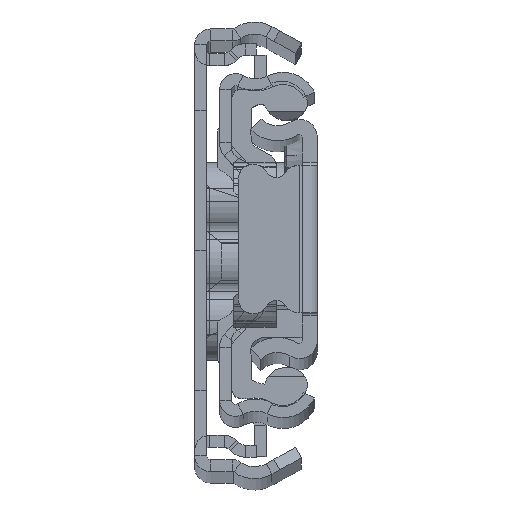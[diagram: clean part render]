
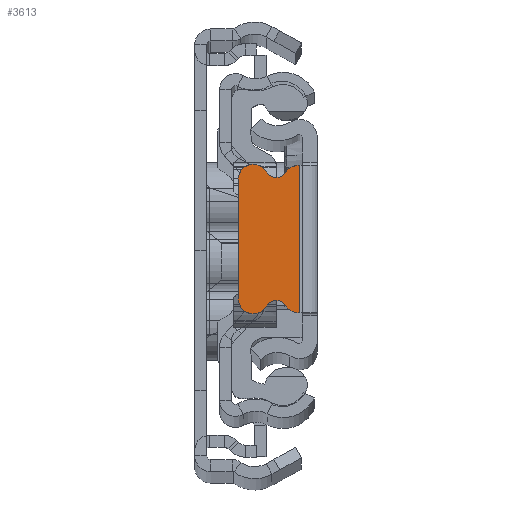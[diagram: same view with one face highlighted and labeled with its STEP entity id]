
A CAD part, top view. The second image highlights one B-rep face of the part: STEP entity #3613.
In plain terms, the highlighted planar face has unit normal (0, 0, 1).
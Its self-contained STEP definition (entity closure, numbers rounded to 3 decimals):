
#37 = ORIENTED_EDGE ( 'NONE', *, *, #2120, .T. ) ;
#682 = CARTESIAN_POINT ( 'NONE',  ( -1.929, 5.87, 0. ) ) ;
#871 = VECTOR ( 'NONE', #11688, 1000. ) ;
#960 = CIRCLE ( 'NONE', #22603, 1.1 ) ;
#1194 = LINE ( 'NONE', #9322, #20881 ) ;
#1273 = DIRECTION ( 'NONE',  ( 0., 0., -1. ) ) ;
#1597 = CARTESIAN_POINT ( 'NONE',  ( -5.109, -6.713, 0. ) ) ;
#2120 = EDGE_CURVE ( 'NONE', #12563, #18896, #3448, .T. ) ;
#2349 = EDGE_CURVE ( 'NONE', #16572, #3256, #960, .T. ) ;
#2381 = ORIENTED_EDGE ( 'NONE', *, *, #17052, .F. ) ;
#3256 = VERTEX_POINT ( 'NONE', #3857 ) ;
#3448 = CIRCLE ( 'NONE', #10221, 1.1 ) ;
#3613 = ADVANCED_FACE ( 'NONE', ( #15905 ), #18025, .T. ) ;
#3620 = EDGE_CURVE ( 'NONE', #5543, #19311, #13536, .T. ) ;
#3674 = CARTESIAN_POINT ( 'NONE',  ( -1.929, -5.87, 0. ) ) ;
#3746 = AXIS2_PLACEMENT_3D ( 'NONE', #23437, #24807, #24922 ) ;
#3826 = DIRECTION ( 'NONE',  ( 1., 0., 0. ) ) ;
#3857 = CARTESIAN_POINT ( 'NONE',  ( -5.109, 6.713, 0. ) ) ;
#4037 = VERTEX_POINT ( 'NONE', #16643 ) ;
#4475 = DIRECTION ( 'NONE',  ( 0., 0., -1. ) ) ;
#4799 = CIRCLE ( 'NONE', #25094, 1.5 ) ;
#4846 = ORIENTED_EDGE ( 'NONE', *, *, #17138, .F. ) ;
#5087 = EDGE_CURVE ( 'NONE', #18896, #19311, #16435, .T. ) ;
#5435 = DIRECTION ( 'NONE',  ( 0., 0., 1. ) ) ;
#5543 = VERTEX_POINT ( 'NONE', #22100 ) ;
#5801 = DIRECTION ( 'NONE',  ( 0., 0., 1. ) ) ;
#6304 = CARTESIAN_POINT ( 'NONE',  ( -1.929, 7.37, 0. ) ) ;
#6360 = CARTESIAN_POINT ( 'NONE',  ( -7.929, 6., 0. ) ) ;
#6571 = CARTESIAN_POINT ( 'NONE',  ( -3.206, -6.658, 0. ) ) ;
#7247 = AXIS2_PLACEMENT_3D ( 'NONE', #9689, #5435, #3826 ) ;
#7584 = VECTOR ( 'NONE', #16716, 1000. ) ;
#7630 = EDGE_CURVE ( 'NONE', #3256, #17139, #14814, .T. ) ;
#8431 = ORIENTED_EDGE ( 'NONE', *, *, #2349, .T. ) ;
#8867 = CARTESIAN_POINT ( 'NONE',  ( -4.142, -7.236, 0. ) ) ;
#9322 = CARTESIAN_POINT ( 'NONE',  ( -7.929, -6., 0. ) ) ;
#9689 = CARTESIAN_POINT ( 'NONE',  ( 644.071, 0., 0. ) ) ;
#10221 = AXIS2_PLACEMENT_3D ( 'NONE', #8867, #4475, #20966 ) ;
#10806 = VERTEX_POINT ( 'NONE', #6304 ) ;
#11383 = CARTESIAN_POINT ( 'NONE',  ( -4.142, 7.236, 0. ) ) ;
#11688 = DIRECTION ( 'NONE',  ( -1., 0., 0. ) ) ;
#12247 = VECTOR ( 'NONE', #20542, 1000. ) ;
#12401 = EDGE_CURVE ( 'NONE', #10806, #16572, #4799, .T. ) ;
#12442 = CARTESIAN_POINT ( 'NONE',  ( -1.75, 0., 0. ) ) ;
#12541 = EDGE_CURVE ( 'NONE', #17139, #15436, #1194, .T. ) ;
#12563 = VERTEX_POINT ( 'NONE', #1597 ) ;
#13384 = DIRECTION ( 'NONE',  ( 0., 0., 1. ) ) ;
#13536 = LINE ( 'NONE', #17775, #871 ) ;
#13930 = CIRCLE ( 'NONE', #3746, 1.5 ) ;
#14223 = CARTESIAN_POINT ( 'NONE',  ( -3.206, 6.658, 0. ) ) ;
#14309 = CARTESIAN_POINT ( 'NONE',  ( -7.929, -6., 0. ) ) ;
#14814 = CIRCLE ( 'NONE', #19909, 1.5 ) ;
#15196 = AXIS2_PLACEMENT_3D ( 'NONE', #3674, #5801, #19878 ) ;
#15331 = ORIENTED_EDGE ( 'NONE', *, *, #3620, .F. ) ;
#15436 = VERTEX_POINT ( 'NONE', #14309 ) ;
#15905 = FACE_OUTER_BOUND ( 'NONE', #21319, .T. ) ;
#16435 = CIRCLE ( 'NONE', #15196, 1.5 ) ;
#16572 = VERTEX_POINT ( 'NONE', #14223 ) ;
#16643 = CARTESIAN_POINT ( 'NONE',  ( -1.75, 7.37, 0. ) ) ;
#16716 = DIRECTION ( 'NONE',  ( 1., 0., 0. ) ) ;
#16760 = DIRECTION ( 'NONE',  ( 0., 0., 1. ) ) ;
#16817 = LINE ( 'NONE', #12442, #12247 ) ;
#16886 = CARTESIAN_POINT ( 'NONE',  ( -1.929, -7.37, 0. ) ) ;
#17052 = EDGE_CURVE ( 'NONE', #4037, #5543, #16817, .T. ) ;
#17072 = EDGE_CURVE ( 'NONE', #15436, #12563, #13930, .T. ) ;
#17104 = CARTESIAN_POINT ( 'NONE',  ( -6.429, 6., 0. ) ) ;
#17138 = EDGE_CURVE ( 'NONE', #10806, #4037, #20845, .T. ) ;
#17139 = VERTEX_POINT ( 'NONE', #6360 ) ;
#17408 = DIRECTION ( 'NONE',  ( 0., -1., 0. ) ) ;
#17485 = DIRECTION ( 'NONE',  ( 1., 0., 0. ) ) ;
#17775 = CARTESIAN_POINT ( 'NONE',  ( -1.929, -7.37, 0. ) ) ;
#17916 = ORIENTED_EDGE ( 'NONE', *, *, #17072, .T. ) ;
#18025 = PLANE ( 'NONE',  #7247 ) ;
#18029 = ORIENTED_EDGE ( 'NONE', *, *, #12541, .T. ) ;
#18846 = CARTESIAN_POINT ( 'NONE',  ( -1.929, 7.37, 0. ) ) ;
#18896 = VERTEX_POINT ( 'NONE', #6571 ) ;
#19311 = VERTEX_POINT ( 'NONE', #16886 ) ;
#19555 = ORIENTED_EDGE ( 'NONE', *, *, #12401, .T. ) ;
#19878 = DIRECTION ( 'NONE',  ( 1., 0., 0. ) ) ;
#19909 = AXIS2_PLACEMENT_3D ( 'NONE', #17104, #13384, #23626 ) ;
#20542 = DIRECTION ( 'NONE',  ( 0., -1., 0. ) ) ;
#20845 = LINE ( 'NONE', #18846, #7584 ) ;
#20881 = VECTOR ( 'NONE', #17408, 1000. ) ;
#20966 = DIRECTION ( 'NONE',  ( -1., 0., 0. ) ) ;
#21319 = EDGE_LOOP ( 'NONE', ( #2381, #4846, #19555, #8431, #23568, #18029, #17916, #37, #24953, #15331 ) ) ;
#22100 = CARTESIAN_POINT ( 'NONE',  ( -1.75, -7.37, 0. ) ) ;
#22603 = AXIS2_PLACEMENT_3D ( 'NONE', #11383, #1273, #17485 ) ;
#23030 = DIRECTION ( 'NONE',  ( -1., 0., 0. ) ) ;
#23437 = CARTESIAN_POINT ( 'NONE',  ( -6.429, -6., 0. ) ) ;
#23568 = ORIENTED_EDGE ( 'NONE', *, *, #7630, .T. ) ;
#23626 = DIRECTION ( 'NONE',  ( -1., 0., 0. ) ) ;
#24807 = DIRECTION ( 'NONE',  ( 0., 0., 1. ) ) ;
#24922 = DIRECTION ( 'NONE',  ( 1., 0., 0. ) ) ;
#24953 = ORIENTED_EDGE ( 'NONE', *, *, #5087, .T. ) ;
#25094 = AXIS2_PLACEMENT_3D ( 'NONE', #682, #16760, #23030 ) ;
